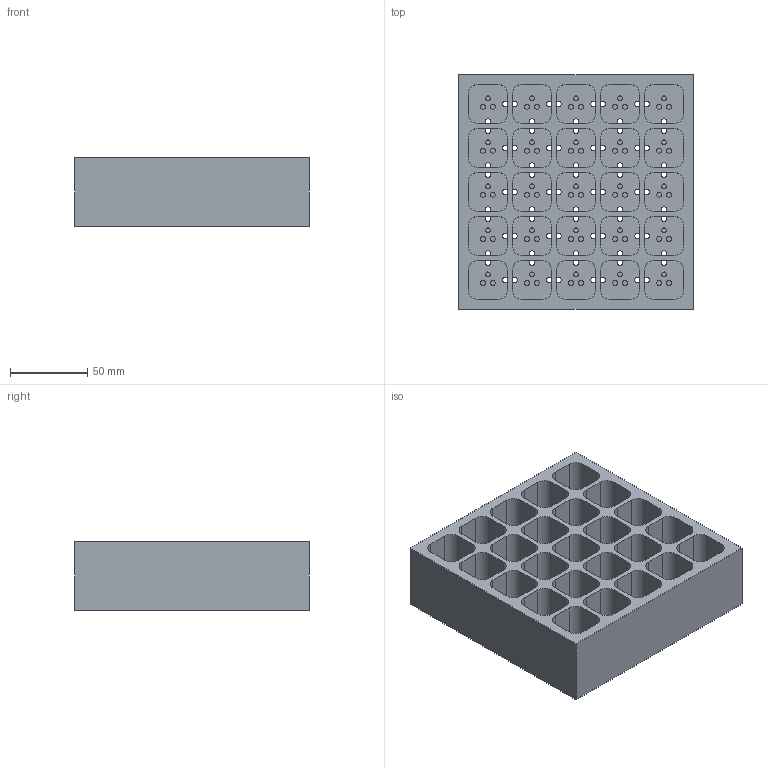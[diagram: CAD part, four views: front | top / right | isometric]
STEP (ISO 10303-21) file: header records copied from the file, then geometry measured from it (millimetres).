
FILE_DESCRIPTION(/* description */ (''),/* implementation_level */ '2;1');
FILE_NAME(/* name */ 'Cavity Lattice Demo.stp',/* time_stamp */ '2020-10-19T00:25:43-05:00',/* author */ ('oriani'),/* organization */ (''),/* preprocessor_version */ 'ST-DEVELOPER v17',/* originating_system */ 'Autodesk Inventor 2019',/* authorisation */ '');
FILE_SCHEMA (('AUTOMOTIVE_DESIGN { 1 0 10303 214 3 1 1 }'));
Length unit declared in the file: inch
Products named in the file (1): Cavity Lattice Demo
Bounding box: 152.4 x 152.4 x 44.45 mm (x, y, z)
Volume: 446197.6 mm3; surface area: 169008.2 mm2
Topology: 1 solids, 1 shells, 581 faces, 1797 edges, 1198 vertices
Faces by surface type: plane 326, cylinder 255
Full cylindrical faces by diameter (mm): 3.175 x75
Entity records: 20456 total; most frequent: ORIENTED_EDGE 3594, CARTESIAN_POINT 3577, DIRECTION 3471, EDGE_CURVE 1797, LINE 1287, VECTOR 1287, VERTEX_POINT 1198, AXIS2_PLACEMENT_3D 1092
